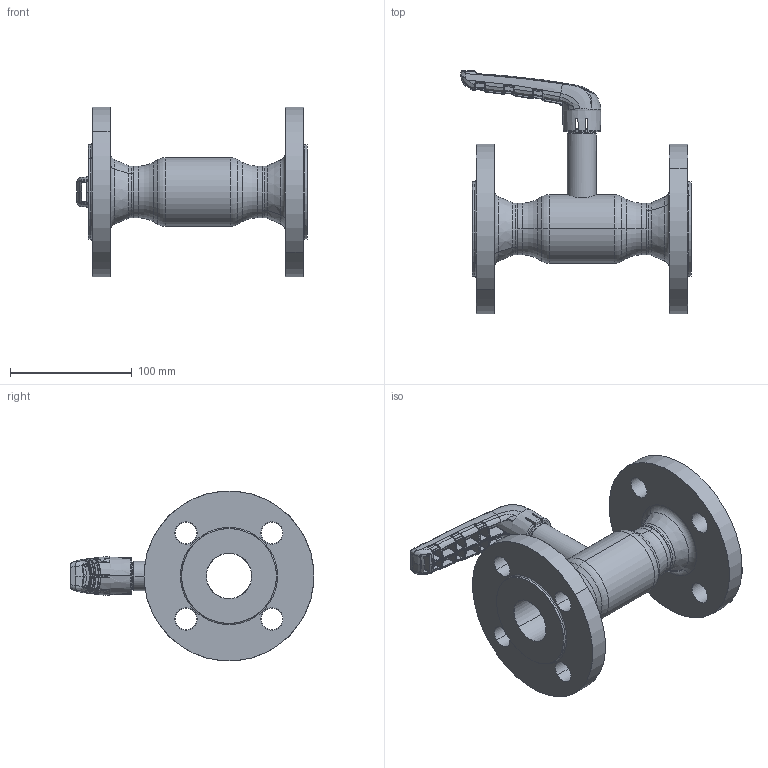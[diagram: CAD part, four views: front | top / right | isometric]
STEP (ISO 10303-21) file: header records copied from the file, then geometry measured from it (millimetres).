
FILE_DESCRIPTION (( 'STEP AP214' ), '1' );
FILE_NAME ('1032005001-xxxx.step', '2019-05-10T10:45:43', ( '' ), ( '' ), 'SwSTEP 2.0', 'SolidWorks 2017', '' );
FILE_SCHEMA (( 'AUTOMOTIVE_DESIGN' ));
Length unit declared in the file: millimetre
Products named in the file (1): 1032005001-xxxx
Bounding box: 189.57 x 200.29 x 139.47 mm (x, y, z)
Surface area: 124449.9 mm2 (no closed solid volume)
Topology: 0 solids, 7 shells, 690 faces, 2277 edges, 1490 vertices
Faces by surface type: bspline 486, cone 69, cylinder 56, plane 48, torus 29, sphere 2
Entity records: 53339 total; most frequent: CARTESIAN_POINT 30827, ORIENTED_EDGE 3618, EDGE_CURVE 2273, DIRECTION 1755, B_SPLINE_CURVE_WITH_KNOTS 1499, VERTEX_POINT 1490, AXIS2_PLACEMENT_3D 778, EDGE_LOOP 725
